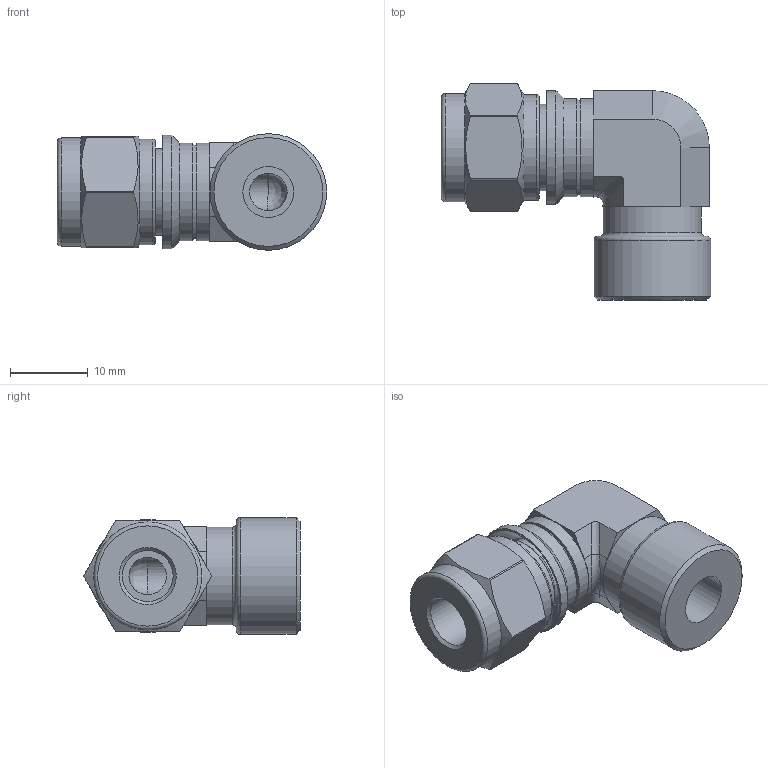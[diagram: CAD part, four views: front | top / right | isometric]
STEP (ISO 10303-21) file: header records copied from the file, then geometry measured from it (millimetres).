
FILE_DESCRIPTION(/* description */ (''),/* implementation_level */ '2;1');
FILE_NAME(/* name */ 'SSWEI-4.stp',/* time_stamp */ '2022-07-08T09:31:58+09:00',/* author */ ('user'),/* organization */ (''),/* preprocessor_version */ 'ST-DEVELOPER v18.1',/* originating_system */ 'Autodesk Inventor 2022',/* authorisation */ '');
FILE_SCHEMA (('AUTOMOTIVE_DESIGN { 1 0 10303 214 3 1 1 }'));
Length unit declared in the file: millimetre
Products named in the file (1): SSWE-4
Bounding box: 34.64 x 27.8 x 15 mm (x, y, z)
Volume: 5624.3 mm3; surface area: 3666.3 mm2
Topology: 1 solids, 1 shells, 70 faces, 160 edges, 101 vertices
Faces by surface type: plane 27, cylinder 25, cone 11, torus 4, bspline 3
Full cylindrical faces by diameter (mm): 4.826 x1, 4.83 x1, 6.55 x2, 9.4 x1, 10.1 x1, 11.112 x1, 12.6 x3, 13.6 x1, 13.9 x1, 14.6 x1, 15 x1
Entity records: 2176 total; most frequent: CARTESIAN_POINT 544, DIRECTION 349, ORIENTED_EDGE 320, EDGE_CURVE 160, AXIS2_PLACEMENT_3D 140, VERTEX_POINT 101, EDGE_LOOP 81, FACE_OUTER_BOUND 70
